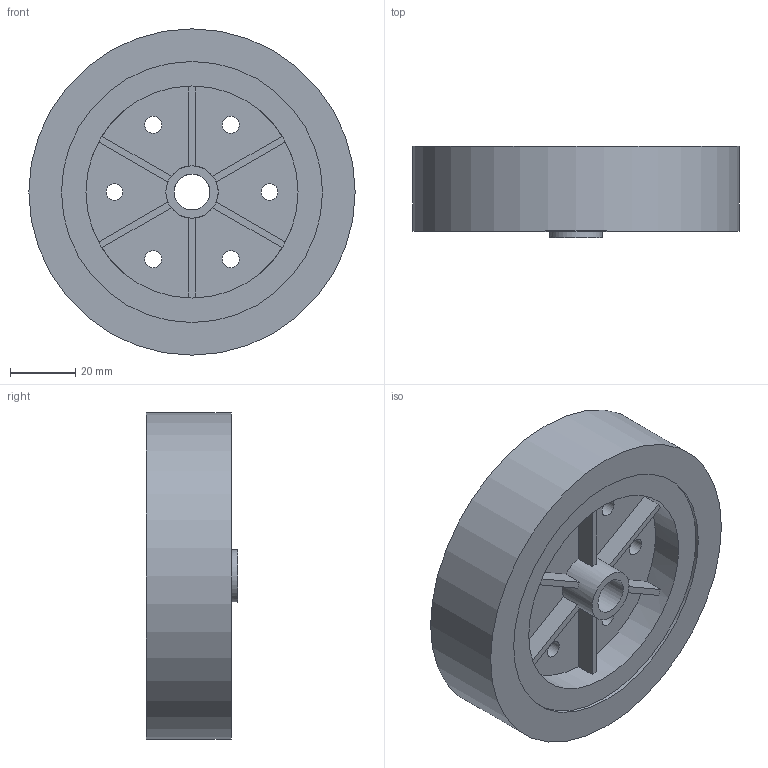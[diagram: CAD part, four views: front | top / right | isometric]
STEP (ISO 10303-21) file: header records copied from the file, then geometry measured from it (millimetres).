
FILE_DESCRIPTION(/* description */ (''),/* implementation_level */ '2;1');
FILE_NAME(/* name */ 'Wheels v8.step',/* time_stamp */ '2019-11-05T11:08:08+06:00',/* author */ (''),/* organization */ (''),/* preprocessor_version */ 'ST-DEVELOPER v18',/* originating_system */ 'Autodesk Translation Framework v8.9.1.1155',/* authorisation */ '');
FILE_SCHEMA (('AUTOMOTIVE_DESIGN { 1 0 10303 214 3 1 1 }'));
Length unit declared in the file: millimetre
Products named in the file (1): Wheels
Bounding box: 100 x 28 x 100 mm (x, y, z)
Volume: 130038 mm3; surface area: 31274.1 mm2
Topology: 1 solids, 1 shells, 43 faces, 113 edges, 76 vertices
Faces by surface type: plane 30, cylinder 13
Full cylindrical faces by diameter (mm): 5.2 x6, 11 x1, 16 x1, 65 x2, 80 x2, 100 x1
Entity records: 1426 total; most frequent: DIRECTION 253, CARTESIAN_POINT 233, ORIENTED_EDGE 226, EDGE_CURVE 113, AXIS2_PLACEMENT_3D 96, VERTEX_POINT 76, EDGE_LOOP 61, LINE 61
